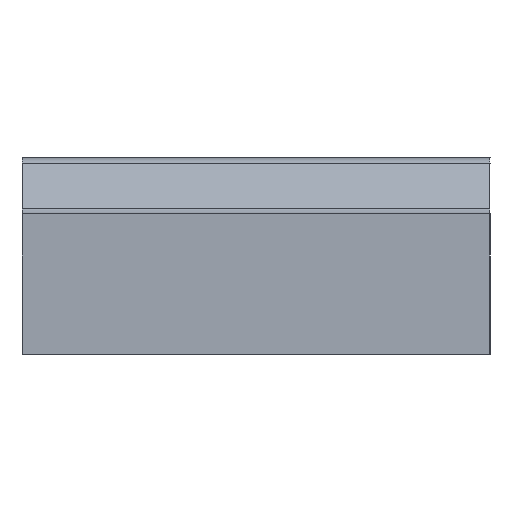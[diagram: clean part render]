
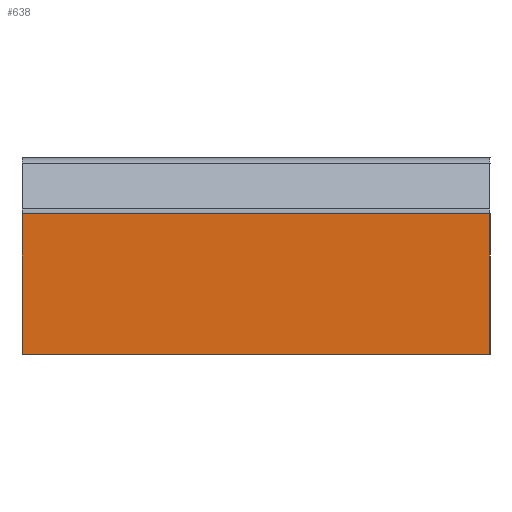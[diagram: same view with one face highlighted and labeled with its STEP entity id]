
A CAD part, left-side view. The second image highlights one B-rep face of the part: STEP entity #638.
In plain terms, the highlighted planar face has unit normal (-1, 0, 0).
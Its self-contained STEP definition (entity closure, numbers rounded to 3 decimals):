
#65=FACE_OUTER_BOUND('',#101,.T.);
#101=EDGE_LOOP('',(#504,#505,#506,#507));
#157=LINE('',#1014,#229);
#158=LINE('',#1017,#230);
#159=LINE('',#1019,#231);
#160=LINE('',#1020,#232);
#229=VECTOR('',#828,1000.);
#230=VECTOR('',#831,1000.);
#231=VECTOR('',#832,1000.);
#232=VECTOR('',#833,1000.);
#296=VERTEX_POINT('',#1010);
#297=VERTEX_POINT('',#1012);
#298=VERTEX_POINT('',#1016);
#299=VERTEX_POINT('',#1018);
#373=EDGE_CURVE('',#296,#297,#157,.T.);
#374=EDGE_CURVE('',#298,#296,#158,.T.);
#375=EDGE_CURVE('',#299,#297,#159,.T.);
#376=EDGE_CURVE('',#298,#299,#160,.T.);
#504=ORIENTED_EDGE('',*,*,#374,.T.);
#505=ORIENTED_EDGE('',*,*,#373,.T.);
#506=ORIENTED_EDGE('',*,*,#375,.F.);
#507=ORIENTED_EDGE('',*,*,#376,.F.);
#605=PLANE('',#702);
#638=ADVANCED_FACE('',(#65),#605,.T.);
#702=AXIS2_PLACEMENT_3D('',#1015,#829,#830);
#828=DIRECTION('',(0.,1.,0.));
#829=DIRECTION('center_axis',(-1.,0.,0.));
#830=DIRECTION('ref_axis',(0.,0.,1.));
#831=DIRECTION('',(0.,0.,1.));
#832=DIRECTION('',(0.,0.,1.));
#833=DIRECTION('',(0.,1.,0.));
#1010=CARTESIAN_POINT('',(-3.175,-1.588,0.953));
#1012=CARTESIAN_POINT('',(-3.175,1.588,0.953));
#1014=CARTESIAN_POINT('',(-3.175,-1.588,0.953));
#1015=CARTESIAN_POINT('Origin',(-3.175,-1.588,0.));
#1016=CARTESIAN_POINT('',(-3.175,-1.588,0.));
#1017=CARTESIAN_POINT('',(-3.175,-1.588,0.));
#1018=CARTESIAN_POINT('',(-3.175,1.588,0.));
#1019=CARTESIAN_POINT('',(-3.175,1.588,0.));
#1020=CARTESIAN_POINT('',(-3.175,-1.588,0.));
